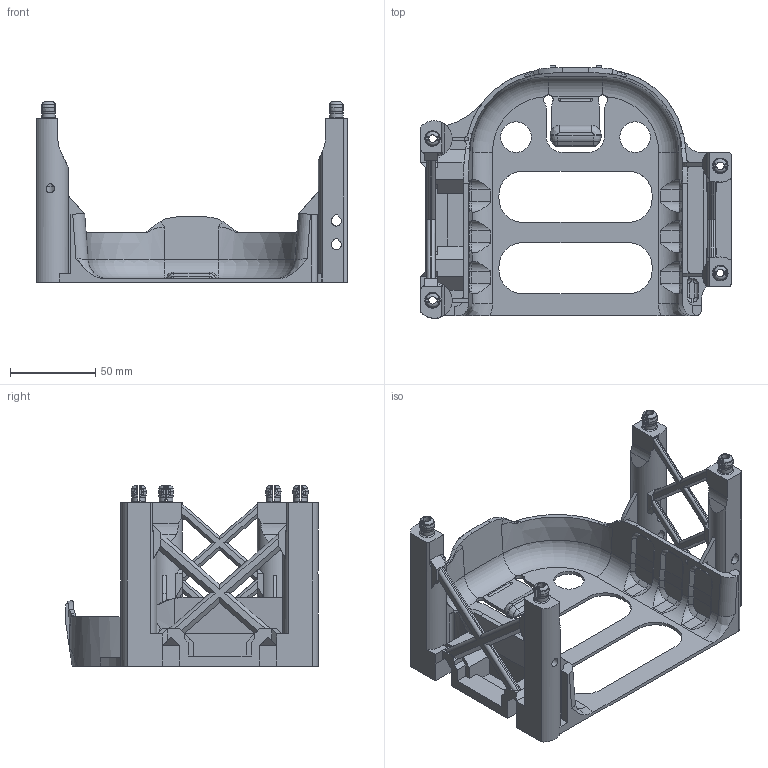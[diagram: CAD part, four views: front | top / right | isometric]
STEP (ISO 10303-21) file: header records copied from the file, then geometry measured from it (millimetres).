
FILE_DESCRIPTION(/* description */ (''),/* implementation_level */ '2;1');
FILE_NAME(/* name */ 'Caddy-B_F3-01_057 (tray-left).step',/* time_stamp */ '2022-05-15T23:01:04-04:00',/* author */ (''),/* organization */ (''),/* preprocessor_version */ 'ST-DEVELOPER v18.1',/* originating_system */ 'Autodesk Translation Framework v10.14.0.1471',/* authorisation */ '');
FILE_SCHEMA (('AUTOMOTIVE_DESIGN { 1 0 10303 214 3 1 1 }'));
Length unit declared in the file: millimetre
Products named in the file (1): (Unsaved)
Bounding box: 182.5 x 148.5 x 106 mm (x, y, z)
Volume: 192326.2 mm3; surface area: 108043.9 mm2
Topology: 1 solids, 1 shells, 808 faces, 2267 edges, 1444 vertices
Faces by surface type: plane 386, cylinder 204, bspline 122, cone 56, torus 22, sphere 18
Full cylindrical faces by diameter (mm): 8 x4, 9.2 x4, 18 x2
Entity records: 29723 total; most frequent: CARTESIAN_POINT 9614, ORIENTED_EDGE 4528, DIRECTION 3812, EDGE_CURVE 2264, VERTEX_POINT 1444, AXIS2_PLACEMENT_3D 1316, LINE 1180, VECTOR 1180
